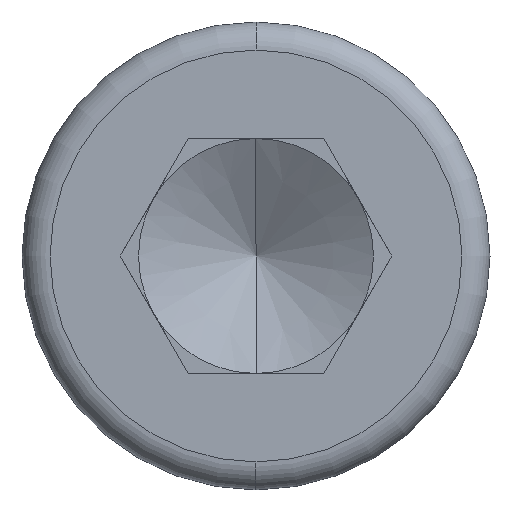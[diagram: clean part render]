
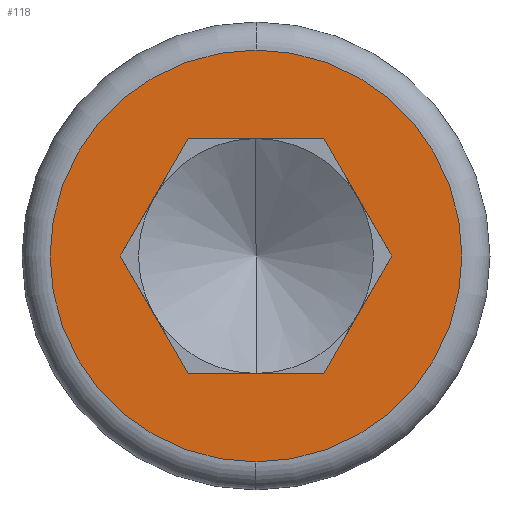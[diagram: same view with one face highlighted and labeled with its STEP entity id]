
A CAD part, left-side view. The second image highlights one B-rep face of the part: STEP entity #118.
In plain terms, the highlighted planar face has unit normal (-1, 0, 0).
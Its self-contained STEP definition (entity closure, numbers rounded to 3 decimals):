
#3 = CARTESIAN_POINT ( 'NONE',  ( -32.02, 2.028, 15.519 ) ) ;
#4 = VERTEX_POINT ( 'NONE', #781 ) ;
#35 = CARTESIAN_POINT ( 'NONE',  ( -32.02, 3.477, 18.029 ) ) ;
#40 = CARTESIAN_POINT ( 'NONE',  ( -32.02, 0.579, 18.029 ) ) ;
#44 = VECTOR ( 'NONE', #359, 1000. ) ;
#52 = LINE ( 'NONE', #653, #511 ) ;
#66 = ORIENTED_EDGE ( 'NONE', *, *, #230, .F. ) ;
#77 = ORIENTED_EDGE ( 'NONE', *, *, #383, .F. ) ;
#82 = ORIENTED_EDGE ( 'NONE', *, *, #657, .F. ) ;
#84 = DIRECTION ( 'NONE',  ( 0., 0., 1. ) ) ;
#85 = VERTEX_POINT ( 'NONE', #527 ) ;
#94 = VERTEX_POINT ( 'NONE', #466 ) ;
#118 = ADVANCED_FACE ( 'NONE', ( #432, #487 ), #608, .T. ) ;
#120 = CARTESIAN_POINT ( 'NONE',  ( -32.02, 4.926, 15.519 ) ) ;
#136 = DIRECTION ( 'NONE',  ( 0., -1., 0. ) ) ;
#171 = CARTESIAN_POINT ( 'NONE',  ( -32.02, 4.926, 15.519 ) ) ;
#177 = AXIS2_PLACEMENT_3D ( 'NONE', #206, #280, #545 ) ;
#206 = CARTESIAN_POINT ( 'NONE',  ( -32.02, 2.028, 15.519 ) ) ;
#207 = VERTEX_POINT ( 'NONE', #752 ) ;
#222 = VECTOR ( 'NONE', #371, 1000. ) ;
#230 = EDGE_CURVE ( 'NONE', #522, #332, #301, .T. ) ;
#232 = DIRECTION ( 'NONE',  ( 0., -0.5, 0.866 ) ) ;
#247 = EDGE_CURVE ( 'NONE', #207, #4, #628, .T. ) ;
#248 = AXIS2_PLACEMENT_3D ( 'NONE', #756, #530, #441 ) ;
#268 = VECTOR ( 'NONE', #315, 1000. ) ;
#280 = DIRECTION ( 'NONE',  ( -1., 0., 0. ) ) ;
#301 = LINE ( 'NONE', #764, #222 ) ;
#306 = CARTESIAN_POINT ( 'NONE',  ( -32.02, 3.477, 13.009 ) ) ;
#315 = DIRECTION ( 'NONE',  ( 0., -0.5, -0.866 ) ) ;
#318 = ORIENTED_EDGE ( 'NONE', *, *, #426, .T. ) ;
#323 = EDGE_CURVE ( 'NONE', #784, #332, #760, .T. ) ;
#332 = VERTEX_POINT ( 'NONE', #35 ) ;
#359 = DIRECTION ( 'NONE',  ( 0., 0.5, -0.866 ) ) ;
#371 = DIRECTION ( 'NONE',  ( 0., 1., 0. ) ) ;
#383 = EDGE_CURVE ( 'NONE', #592, #85, #534, .T. ) ;
#403 = CIRCLE ( 'NONE', #177, 4.4 ) ;
#426 = EDGE_CURVE ( 'NONE', #4, #207, #403, .T. ) ;
#432 = FACE_BOUND ( 'NONE', #696, .T. ) ;
#441 = DIRECTION ( 'NONE',  ( 0., 0., 1. ) ) ;
#461 = DIRECTION ( 'NONE',  ( 0., -0.5, -0.866 ) ) ;
#466 = CARTESIAN_POINT ( 'NONE',  ( -32.02, -0.871, 15.519 ) ) ;
#487 = FACE_OUTER_BOUND ( 'NONE', #610, .T. ) ;
#489 = ORIENTED_EDGE ( 'NONE', *, *, #569, .T. ) ;
#490 = CARTESIAN_POINT ( 'NONE',  ( -32.02, -0.871, 15.519 ) ) ;
#497 = LINE ( 'NONE', #490, #44 ) ;
#511 = VECTOR ( 'NONE', #461, 1000. ) ;
#521 = AXIS2_PLACEMENT_3D ( 'NONE', #3, #740, #84 ) ;
#522 = VERTEX_POINT ( 'NONE', #755 ) ;
#527 = CARTESIAN_POINT ( 'NONE',  ( -32.02, 0.579, 13.009 ) ) ;
#530 = DIRECTION ( 'NONE',  ( -1., 0., 0. ) ) ;
#534 = LINE ( 'NONE', #729, #651 ) ;
#545 = DIRECTION ( 'NONE',  ( 0., 0., 1. ) ) ;
#569 = EDGE_CURVE ( 'NONE', #94, #85, #497, .T. ) ;
#586 = VECTOR ( 'NONE', #232, 1000. ) ;
#592 = VERTEX_POINT ( 'NONE', #306 ) ;
#608 = PLANE ( 'NONE',  #521 ) ;
#610 = EDGE_LOOP ( 'NONE', ( #770, #318 ) ) ;
#628 = CIRCLE ( 'NONE', #248, 4.4 ) ;
#646 = LINE ( 'NONE', #40, #268 ) ;
#651 = VECTOR ( 'NONE', #136, 1000. ) ;
#653 = CARTESIAN_POINT ( 'NONE',  ( -32.02, 4.926, 15.519 ) ) ;
#657 = EDGE_CURVE ( 'NONE', #784, #592, #52, .T. ) ;
#659 = ORIENTED_EDGE ( 'NONE', *, *, #323, .T. ) ;
#696 = EDGE_LOOP ( 'NONE', ( #659, #66, #858, #489, #77, #82 ) ) ;
#729 = CARTESIAN_POINT ( 'NONE',  ( -32.02, 3.477, 13.009 ) ) ;
#740 = DIRECTION ( 'NONE',  ( -1., 0., 0. ) ) ;
#752 = CARTESIAN_POINT ( 'NONE',  ( -32.02, 2.028, 19.919 ) ) ;
#755 = CARTESIAN_POINT ( 'NONE',  ( -32.02, 0.579, 18.029 ) ) ;
#756 = CARTESIAN_POINT ( 'NONE',  ( -32.02, 2.028, 15.519 ) ) ;
#760 = LINE ( 'NONE', #171, #586 ) ;
#764 = CARTESIAN_POINT ( 'NONE',  ( -32.02, 0.579, 18.029 ) ) ;
#770 = ORIENTED_EDGE ( 'NONE', *, *, #247, .T. ) ;
#780 = EDGE_CURVE ( 'NONE', #522, #94, #646, .T. ) ;
#781 = CARTESIAN_POINT ( 'NONE',  ( -32.02, 2.028, 11.119 ) ) ;
#784 = VERTEX_POINT ( 'NONE', #120 ) ;
#858 = ORIENTED_EDGE ( 'NONE', *, *, #780, .T. ) ;
